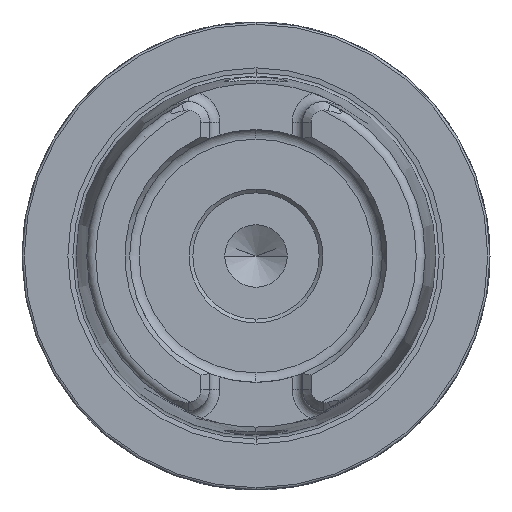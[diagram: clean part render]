
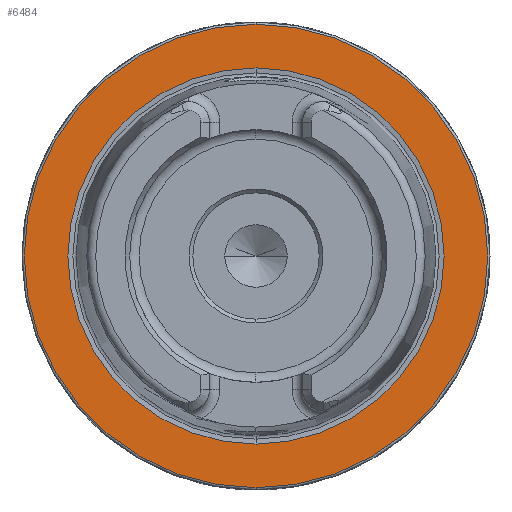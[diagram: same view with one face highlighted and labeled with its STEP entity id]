
A CAD part, left-side view. The second image highlights one B-rep face of the part: STEP entity #6484.
In plain terms, the highlighted planar face has unit normal (-1, 0, 0).
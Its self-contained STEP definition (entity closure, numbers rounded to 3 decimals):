
#10 = EDGE_LOOP ( 'NONE', ( #125, #126 ) ) ;
#11 = EDGE_LOOP ( 'NONE', ( #123, #124 ) ) ;
#123 = ORIENTED_EDGE ( 'NONE', *, *, #11347, .F. ) ;
#124 = ORIENTED_EDGE ( 'NONE', *, *, #3039, .F. ) ;
#125 = ORIENTED_EDGE ( 'NONE', *, *, #3043, .T. ) ;
#126 = ORIENTED_EDGE ( 'NONE', *, *, #11346, .T. ) ;
#1640 = AXIS2_PLACEMENT_3D ( 'NONE', #9198, #9199, #9200 ) ;
#1643 = AXIS2_PLACEMENT_3D ( 'NONE', #9207, #9208, #9209 ) ;
#1939 = AXIS2_PLACEMENT_3D ( 'NONE', #7153, #7159, #7160 ) ;
#1973 = AXIS2_PLACEMENT_3D ( 'NONE', #7983, #7984, #7985 ) ;
#1974 = AXIS2_PLACEMENT_3D ( 'NONE', #7986, #7987, #7988 ) ;
#3039 = EDGE_CURVE ( 'NONE', #5744, #5749, #8918, .T. ) ;
#3043 = EDGE_CURVE ( 'NONE', #5751, #5752, #8925, .T. ) ;
#5744 = VERTEX_POINT ( 'NONE', #5944 ) ;
#5749 = VERTEX_POINT ( 'NONE', #5949 ) ;
#5751 = VERTEX_POINT ( 'NONE', #5951 ) ;
#5752 = VERTEX_POINT ( 'NONE', #5952 ) ;
#5944 = CARTESIAN_POINT ( 'NONE',  ( 0., 0., -25.324 ) ) ;
#5949 = CARTESIAN_POINT ( 'NONE',  ( 0., 0., 25.324 ) ) ;
#5951 = CARTESIAN_POINT ( 'NONE',  ( 0., 0., 31.2 ) ) ;
#5952 = CARTESIAN_POINT ( 'NONE',  ( 0., 0., -31.2 ) ) ;
#6484 = ADVANCED_FACE ( 'NONE', ( #6833, #6841 ), #7154, .F. ) ;
#6833 = FACE_BOUND ( 'NONE', #11, .T. ) ;
#6841 = FACE_OUTER_BOUND ( 'NONE', #10, .T. ) ;
#7153 = CARTESIAN_POINT ( 'NONE',  ( 0., 31.2, 0. ) ) ;
#7154 = PLANE ( 'NONE',  #1939 ) ;
#7159 = DIRECTION ( 'NONE',  ( 1., 0., 0. ) ) ;
#7160 = DIRECTION ( 'NONE',  ( 0., 0., -1. ) ) ;
#7501 = CIRCLE ( 'NONE', #1973, 31.2 ) ;
#7502 = CIRCLE ( 'NONE', #1974, 25.324 ) ;
#7983 = CARTESIAN_POINT ( 'NONE',  ( 0., 0., 0. ) ) ;
#7984 = DIRECTION ( 'NONE',  ( -1., 0., 0. ) ) ;
#7985 = DIRECTION ( 'NONE',  ( 0., 0., 1. ) ) ;
#7986 = CARTESIAN_POINT ( 'NONE',  ( 0., 0., 0. ) ) ;
#7987 = DIRECTION ( 'NONE',  ( -1., 0., 0. ) ) ;
#7988 = DIRECTION ( 'NONE',  ( 0., 0., 1. ) ) ;
#8918 = CIRCLE ( 'NONE', #1640, 25.324 ) ;
#8925 = CIRCLE ( 'NONE', #1643, 31.2 ) ;
#9198 = CARTESIAN_POINT ( 'NONE',  ( 0., 0., 0. ) ) ;
#9199 = DIRECTION ( 'NONE',  ( -1., 0., 0. ) ) ;
#9200 = DIRECTION ( 'NONE',  ( 0., 0., 1. ) ) ;
#9207 = CARTESIAN_POINT ( 'NONE',  ( 0., 0., 0. ) ) ;
#9208 = DIRECTION ( 'NONE',  ( -1., 0., 0. ) ) ;
#9209 = DIRECTION ( 'NONE',  ( 0., 0., 1. ) ) ;
#11346 = EDGE_CURVE ( 'NONE', #5752, #5751, #7501, .T. ) ;
#11347 = EDGE_CURVE ( 'NONE', #5749, #5744, #7502, .T. ) ;
